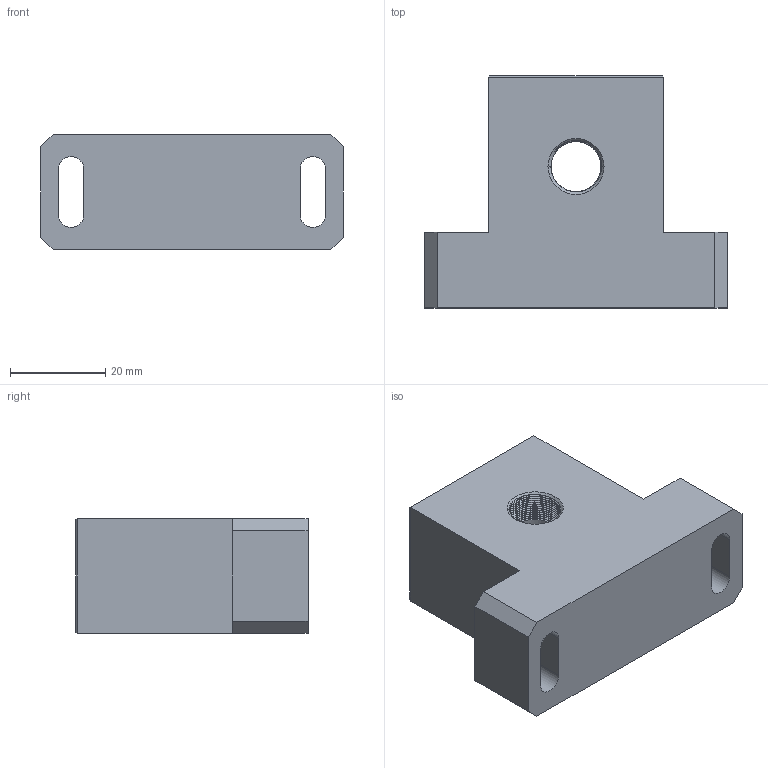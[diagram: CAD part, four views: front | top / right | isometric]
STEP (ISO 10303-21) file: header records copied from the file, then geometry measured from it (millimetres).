
FILE_DESCRIPTION (( 'STEP AP203' ), '1' );
FILE_NAME ('HF BASE.STEP', '2024-03-12T17:08:15', ( '' ), ( '' ), 'SwSTEP 2.0', 'SolidWorks 2023', '' );
FILE_SCHEMA (( 'CONFIG_CONTROL_DESIGN' ));
Length unit declared in the file: inch
Products named in the file (1): HF BASE
Bounding box: 63.5 x 48.77 x 24.13 mm (x, y, z)
Volume: 41164.7 mm3; surface area: 12476.9 mm2
Topology: 1 solids, 1 shells, 82 faces, 221 edges, 138 vertices
Faces by surface type: cylinder 41, plane 24, cone 14, bspline 3
Entity records: 4484 total; most frequent: CARTESIAN_POINT 2535, ORIENTED_EDGE 426, DIRECTION 352, EDGE_CURVE 213, VERTEX_POINT 138, AXIS2_PLACEMENT_3D 120, LINE 112, VECTOR 112
